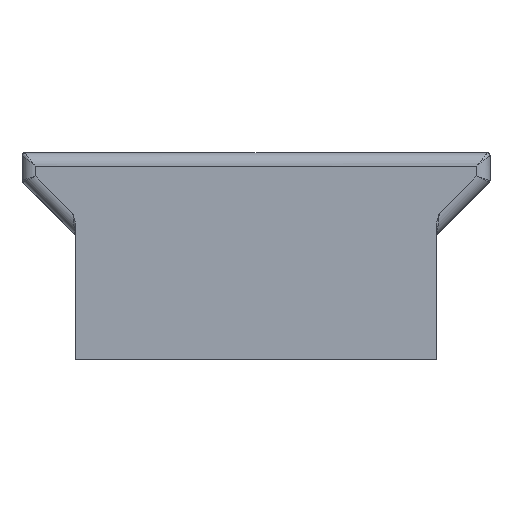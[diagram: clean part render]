
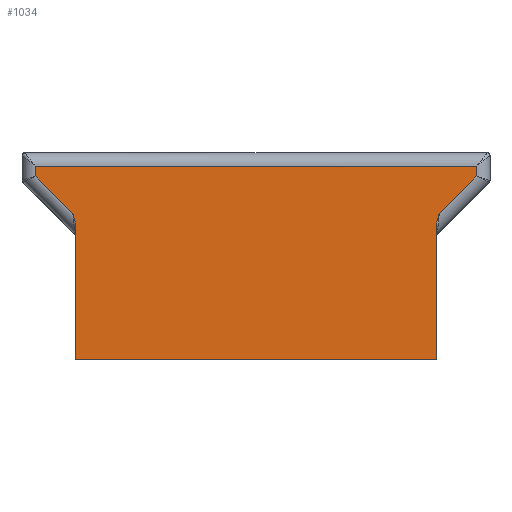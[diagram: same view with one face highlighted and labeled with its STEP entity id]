
A CAD part, front view. The second image highlights one B-rep face of the part: STEP entity #1034.
In plain terms, the highlighted face is planar.
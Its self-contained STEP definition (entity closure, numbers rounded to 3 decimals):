
#16 = VERTEX_POINT ( 'NONE', #1683 ) ;
#18 = CARTESIAN_POINT ( 'NONE',  ( 6.804, 1.304, 52. ) ) ;
#24 = FACE_OUTER_BOUND ( 'NONE', #1503, .T. ) ;
#28 = DIRECTION ( 'NONE',  ( -1., 0., 0. ) ) ;
#49 = CARTESIAN_POINT ( 'NONE',  ( 6.85, 1.457, 52. ) ) ;
#113 = CARTESIAN_POINT ( 'NONE',  ( 6.75, 0.65, 52. ) ) ;
#162 = CARTESIAN_POINT ( 'NONE',  ( -8.25, 2.65, 52. ) ) ;
#168 = ORIENTED_EDGE ( 'NONE', *, *, #1784, .T. ) ;
#183 = EDGE_CURVE ( 'NONE', #263, #782, #1316, .T. ) ;
#196 = VECTOR ( 'NONE', #501, 1000. ) ;
#263 = VERTEX_POINT ( 'NONE', #600 ) ;
#266 = LINE ( 'NONE', #1294, #1099 ) ;
#270 = B_SPLINE_CURVE_WITH_KNOTS ( 'NONE', 3,
 ( #430, #1136, #276, #18, #1472, #1336 ),
 .UNSPECIFIED., .F., .F.,
 ( 4, 2, 4 ),
 ( 0., 0., 0. ),
 .UNSPECIFIED. ) ;
#276 = CARTESIAN_POINT ( 'NONE',  ( 6.766, 1.148, 52. ) ) ;
#281 = DIRECTION ( 'NONE',  ( 0., -1., 0. ) ) ;
#322 = ORIENTED_EDGE ( 'NONE', *, *, #1150, .T. ) ;
#344 = VERTEX_POINT ( 'NONE', #894 ) ;
#357 = CARTESIAN_POINT ( 'NONE',  ( 0., 0., 52. ) ) ;
#363 = ORIENTED_EDGE ( 'NONE', *, *, #629, .T. ) ;
#369 = DIRECTION ( 'NONE',  ( 1., 0., 0. ) ) ;
#430 = CARTESIAN_POINT ( 'NONE',  ( 6.75, 0.988, 52. ) ) ;
#446 = ORIENTED_EDGE ( 'NONE', *, *, #1701, .T. ) ;
#478 = ORIENTED_EDGE ( 'NONE', *, *, #699, .T. ) ;
#501 = DIRECTION ( 'NONE',  ( -1., 0., 0. ) ) ;
#507 = CARTESIAN_POINT ( 'NONE',  ( -6.827, 1.38, 52. ) ) ;
#564 = DIRECTION ( 'NONE',  ( 0.707, 0.707, 0. ) ) ;
#572 = ORIENTED_EDGE ( 'NONE', *, *, #1476, .T. ) ;
#600 = CARTESIAN_POINT ( 'NONE',  ( -8.25, 2.857, 52. ) ) ;
#629 = EDGE_CURVE ( 'NONE', #1486, #344, #997, .T. ) ;
#649 = CARTESIAN_POINT ( 'NONE',  ( -6.75, 1.069, 52. ) ) ;
#662 = CARTESIAN_POINT ( 'NONE',  ( 6.75, -4., 52. ) ) ;
#673 = DIRECTION ( 'NONE',  ( 0., 0., 1. ) ) ;
#686 = DIRECTION ( 'NONE',  ( 0., -1., 0. ) ) ;
#693 = CARTESIAN_POINT ( 'NONE',  ( 8.25, 3.75, 52. ) ) ;
#698 = DIRECTION ( 'NONE',  ( 0.707, -0.707, 0. ) ) ;
#699 = EDGE_CURVE ( 'NONE', #1231, #263, #1542, .T. ) ;
#708 = CARTESIAN_POINT ( 'NONE',  ( 8.25, 2.857, 52. ) ) ;
#713 = LINE ( 'NONE', #888, #1165 ) ;
#733 = VECTOR ( 'NONE', #1594, 1000. ) ;
#782 = VERTEX_POINT ( 'NONE', #1876 ) ;
#791 = ORIENTED_EDGE ( 'NONE', *, *, #898, .F. ) ;
#805 = EDGE_CURVE ( 'NONE', #1254, #927, #270, .T. ) ;
#829 = DIRECTION ( 'NONE',  ( 0., 1., 0. ) ) ;
#830 = VECTOR ( 'NONE', #698, 1000. ) ;
#888 = CARTESIAN_POINT ( 'NONE',  ( -8.75, 3.229, 52. ) ) ;
#894 = CARTESIAN_POINT ( 'NONE',  ( 8.25, 3.229, 52. ) ) ;
#898 = EDGE_CURVE ( 'NONE', #1161, #1468, #1656, .T. ) ;
#921 = CARTESIAN_POINT ( 'NONE',  ( -6.85, 1.457, 52. ) ) ;
#927 = VERTEX_POINT ( 'NONE', #49 ) ;
#997 = LINE ( 'NONE', #693, #1340 ) ;
#1022 = AXIS2_PLACEMENT_3D ( 'NONE', #357, #673, #369 ) ;
#1034 = ADVANCED_FACE ( 'NONE', ( #24 ), #1538, .T. ) ;
#1073 = CARTESIAN_POINT ( 'NONE',  ( 6.75, 0.988, 52. ) ) ;
#1099 = VECTOR ( 'NONE', #564, 1000. ) ;
#1136 = CARTESIAN_POINT ( 'NONE',  ( 6.75, 1.069, 52. ) ) ;
#1141 = CARTESIAN_POINT ( 'NONE',  ( -8.25, 3.229, 52. ) ) ;
#1150 = EDGE_CURVE ( 'NONE', #16, #1468, #1793, .T. ) ;
#1161 = VERTEX_POINT ( 'NONE', #1725 ) ;
#1165 = VECTOR ( 'NONE', #28, 1000. ) ;
#1219 = EDGE_CURVE ( 'NONE', #927, #1486, #266, .T. ) ;
#1231 = VERTEX_POINT ( 'NONE', #1141 ) ;
#1254 = VERTEX_POINT ( 'NONE', #1073 ) ;
#1293 = CARTESIAN_POINT ( 'NONE',  ( -6.75, -4., 52. ) ) ;
#1294 = CARTESIAN_POINT ( 'NONE',  ( 8.396, 3.004, 52. ) ) ;
#1316 = LINE ( 'NONE', #1877, #830 ) ;
#1335 = VECTOR ( 'NONE', #686, 1000. ) ;
#1336 = CARTESIAN_POINT ( 'NONE',  ( 6.85, 1.457, 52. ) ) ;
#1340 = VECTOR ( 'NONE', #829, 1000. ) ;
#1361 = CARTESIAN_POINT ( 'NONE',  ( -6.804, 1.304, 52. ) ) ;
#1421 = CARTESIAN_POINT ( 'NONE',  ( -6.75, 0.65, 52. ) ) ;
#1444 = ORIENTED_EDGE ( 'NONE', *, *, #1219, .T. ) ;
#1468 = VERTEX_POINT ( 'NONE', #1293 ) ;
#1472 = CARTESIAN_POINT ( 'NONE',  ( 6.827, 1.38, 52. ) ) ;
#1476 = EDGE_CURVE ( 'NONE', #1161, #1254, #1593, .T. ) ;
#1486 = VERTEX_POINT ( 'NONE', #708 ) ;
#1503 = EDGE_LOOP ( 'NONE', ( #572, #1849, #1444, #363, #446, #478, #1533, #168, #322, #791 ) ) ;
#1506 = CARTESIAN_POINT ( 'NONE',  ( -6.766, 1.148, 52. ) ) ;
#1518 = VECTOR ( 'NONE', #281, 1000. ) ;
#1533 = ORIENTED_EDGE ( 'NONE', *, *, #183, .T. ) ;
#1538 = PLANE ( 'NONE',  #1022 ) ;
#1542 = LINE ( 'NONE', #162, #1518 ) ;
#1593 = LINE ( 'NONE', #113, #733 ) ;
#1594 = DIRECTION ( 'NONE',  ( 0., 1., 0. ) ) ;
#1656 = LINE ( 'NONE', #662, #196 ) ;
#1683 = CARTESIAN_POINT ( 'NONE',  ( -6.75, 0.988, 52. ) ) ;
#1701 = EDGE_CURVE ( 'NONE', #344, #1231, #713, .T. ) ;
#1725 = CARTESIAN_POINT ( 'NONE',  ( 6.75, -4., 52. ) ) ;
#1784 = EDGE_CURVE ( 'NONE', #782, #16, #1815, .T. ) ;
#1793 = LINE ( 'NONE', #1421, #1335 ) ;
#1815 = B_SPLINE_CURVE_WITH_KNOTS ( 'NONE', 3,
 ( #921, #507, #1361, #1506, #649, #1819 ),
 .UNSPECIFIED., .F., .F.,
 ( 4, 2, 4 ),
 ( 0., 0., 0. ),
 .UNSPECIFIED. ) ;
#1819 = CARTESIAN_POINT ( 'NONE',  ( -6.75, 0.988, 52. ) ) ;
#1849 = ORIENTED_EDGE ( 'NONE', *, *, #805, .T. ) ;
#1876 = CARTESIAN_POINT ( 'NONE',  ( -6.85, 1.457, 52. ) ) ;
#1877 = CARTESIAN_POINT ( 'NONE',  ( -6.396, 1.004, 52. ) ) ;
